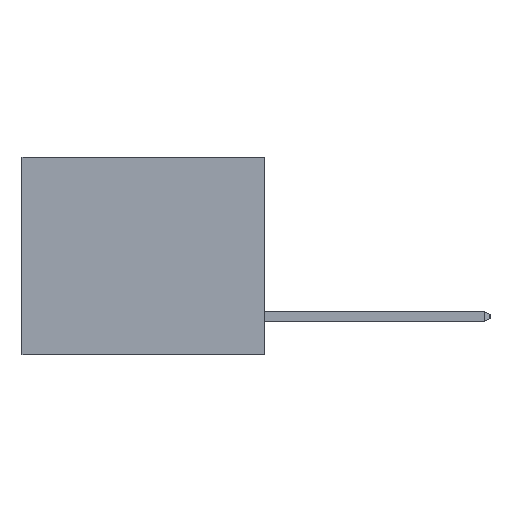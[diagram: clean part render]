
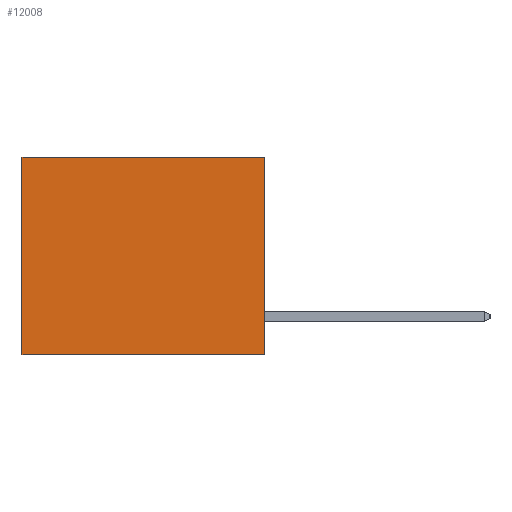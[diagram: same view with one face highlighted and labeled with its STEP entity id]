
A CAD part, left-side view. The second image highlights one B-rep face of the part: STEP entity #12008.
In plain terms, the highlighted planar face has unit normal (-1, 0, 0).
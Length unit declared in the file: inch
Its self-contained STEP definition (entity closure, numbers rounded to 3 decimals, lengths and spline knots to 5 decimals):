
#136 = VECTOR ( 'NONE', #2099, 39.37008 ) ;
#229 = VERTEX_POINT ( 'NONE', #3356 ) ;
#678 = EDGE_CURVE ( 'NONE', #229, #7639, #7852, .T. ) ;
#999 = ORIENTED_EDGE ( 'NONE', *, *, #678, .F. ) ;
#1936 = CARTESIAN_POINT ( 'NONE',  ( 0.3165, 0., -0.49 ) ) ;
#2099 = DIRECTION ( 'NONE',  ( 0., 1., 0. ) ) ;
#2252 = VECTOR ( 'NONE', #7687, 39.37008 ) ;
#2770 = VECTOR ( 'NONE', #5974, 39.37008 ) ;
#2904 = ORIENTED_EDGE ( 'NONE', *, *, #3458, .T. ) ;
#3356 = CARTESIAN_POINT ( 'NONE',  ( 0.3165, 0., -0.49 ) ) ;
#3458 = EDGE_CURVE ( 'NONE', #12202, #7639, #9135, .T. ) ;
#3810 = DIRECTION ( 'NONE',  ( 0., 0., -1. ) ) ;
#3901 = AXIS2_PLACEMENT_3D ( 'NONE', #7845, #3930, #11534 ) ;
#3930 = DIRECTION ( 'NONE',  ( 1., 0., 0. ) ) ;
#4820 = CARTESIAN_POINT ( 'NONE',  ( 0.3165, 0., 0. ) ) ;
#5589 = EDGE_CURVE ( 'NONE', #10754, #12202, #7291, .T. ) ;
#5648 = VECTOR ( 'NONE', #3810, 39.37008 ) ;
#5757 = CARTESIAN_POINT ( 'NONE',  ( 0.3165, 0.6, -0.49 ) ) ;
#5923 = PLANE ( 'NONE',  #3901 ) ;
#5974 = DIRECTION ( 'NONE',  ( 0., 1., 0. ) ) ;
#6063 = ORIENTED_EDGE ( 'NONE', *, *, #11875, .F. ) ;
#7291 = LINE ( 'NONE', #4820, #136 ) ;
#7639 = VERTEX_POINT ( 'NONE', #8388 ) ;
#7687 = DIRECTION ( 'NONE',  ( 0., 0., -1. ) ) ;
#7845 = CARTESIAN_POINT ( 'NONE',  ( 0.3165, 0., -0.49 ) ) ;
#7852 = LINE ( 'NONE', #8901, #2770 ) ;
#8388 = CARTESIAN_POINT ( 'NONE',  ( 0.3165, 0.6, -0.49 ) ) ;
#8470 = FACE_OUTER_BOUND ( 'NONE', #9260, .T. ) ;
#8783 = LINE ( 'NONE', #1936, #5648 ) ;
#8901 = CARTESIAN_POINT ( 'NONE',  ( 0.3165, 0., -0.49 ) ) ;
#9135 = LINE ( 'NONE', #5757, #2252 ) ;
#9260 = EDGE_LOOP ( 'NONE', ( #2904, #999, #6063, #10123 ) ) ;
#10123 = ORIENTED_EDGE ( 'NONE', *, *, #5589, .T. ) ;
#10754 = VERTEX_POINT ( 'NONE', #11072 ) ;
#10841 = CARTESIAN_POINT ( 'NONE',  ( 0.3165, 0.6, 0. ) ) ;
#11072 = CARTESIAN_POINT ( 'NONE',  ( 0.3165, 0., 0. ) ) ;
#11534 = DIRECTION ( 'NONE',  ( 0., 0., -1. ) ) ;
#11875 = EDGE_CURVE ( 'NONE', #10754, #229, #8783, .T. ) ;
#12008 = ADVANCED_FACE ( 'NONE', ( #8470 ), #5923, .F. ) ;
#12202 = VERTEX_POINT ( 'NONE', #10841 ) ;
